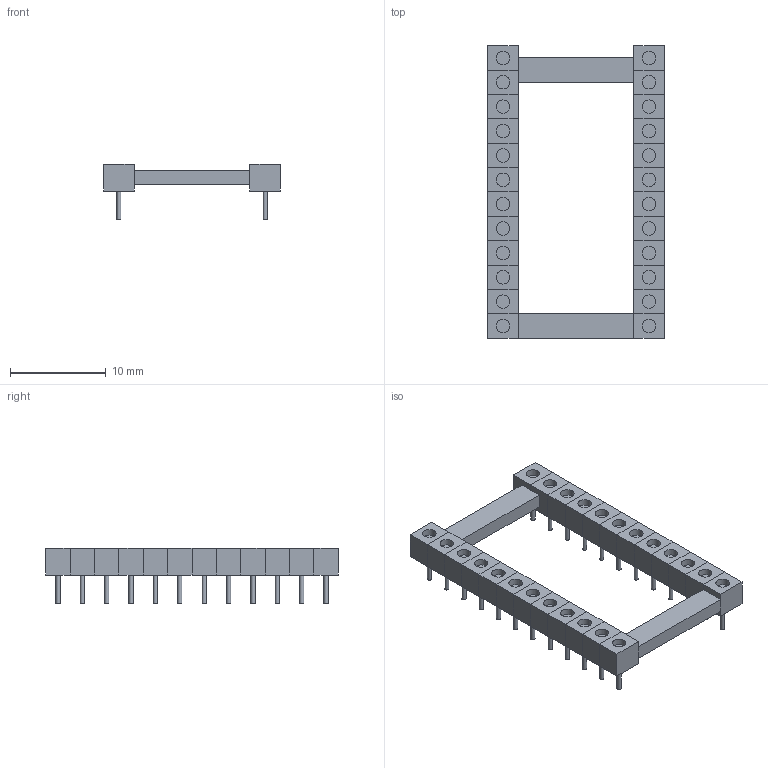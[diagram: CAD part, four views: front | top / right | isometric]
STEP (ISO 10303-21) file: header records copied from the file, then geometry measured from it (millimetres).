
FILE_DESCRIPTION(('FreeCAD Model'),'2;1');
FILE_NAME('Open CASCADE Shape Model','2024-03-04T14:40:07',( 'Remi Peuchot'),(''),'Open CASCADE STEP processor 7.5','FreeCAD', 'Unknown');
FILE_SCHEMA(('AUTOMOTIVE_DESIGN { 1 0 10303 214 1 1 1 1 }'));
Length unit declared in the file: millimetre
Products named in the file (2): LinkGroup; Group026
Assembly tree (1 placements, depth 2):
  LinkGroup
    Group026
Bounding box: 18.44 x 30.48 x 5.8 mm (x, y, z)
Volume: 623 mm3; surface area: 1120.1 mm2
Topology: 1 solids, 1 shells, 206 faces, 378 edges, 220 vertices
Faces by surface type: plane 158, cylinder 48
Full cylindrical faces by diameter (mm): 0.44 x24, 1.4 x24
Entity records: 6418 total; most frequent: DIRECTION 890, CARTESIAN_POINT 806, ORIENTED_EDGE 756, EDGE_CURVE 378, AXIS2_PLACEMENT_3D 304, LINE 282, VECTOR 282, FACE_BOUND 254
